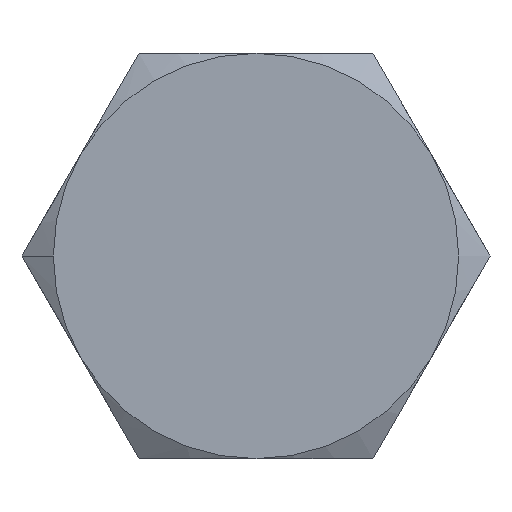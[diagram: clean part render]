
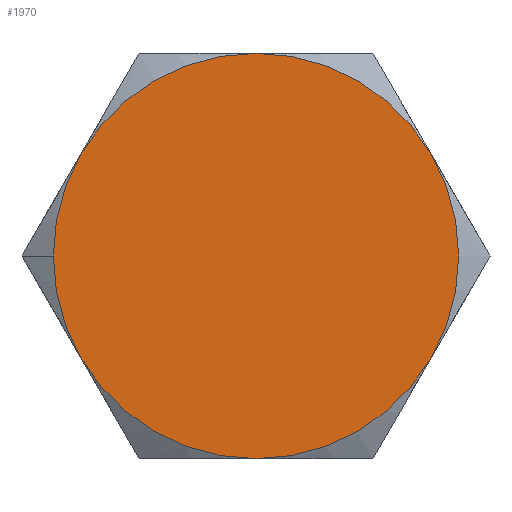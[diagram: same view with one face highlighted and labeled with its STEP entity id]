
A CAD part, left-side view. The second image highlights one B-rep face of the part: STEP entity #1970.
In plain terms, the highlighted planar face has unit normal (-1, 0, 0).
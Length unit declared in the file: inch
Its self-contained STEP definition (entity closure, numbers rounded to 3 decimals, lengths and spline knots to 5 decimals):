
#1969 = EDGE_CURVE ( 'NONE', #1973, #1978, #3751, .T. ) ;
#1970 = ADVANCED_FACE ( 'NONE', ( #3736 ), #3732, .F. ) ;
#1971 = VERTEX_POINT ( 'NONE', #3733 ) ;
#1972 = ORIENTED_EDGE ( 'NONE', *, *, #2132, .F. ) ;
#1973 = VERTEX_POINT ( 'NONE', #3727 ) ;
#1976 = EDGE_LOOP ( 'NONE', ( #2131, #1972, #2129, #2054, #2019, #2030, #2008 ) ) ;
#1978 = VERTEX_POINT ( 'NONE', #3780 ) ;
#2008 = ORIENTED_EDGE ( 'NONE', *, *, #2009, .F. ) ;
#2009 = EDGE_CURVE ( 'NONE', #1978, #2096, #3880, .T. ) ;
#2011 = EDGE_CURVE ( 'NONE', #2218, #1971, #3842, .T. ) ;
#2013 = EDGE_CURVE ( 'NONE', #2112, #2218, #3876, .T. ) ;
#2019 = ORIENTED_EDGE ( 'NONE', *, *, #2013, .F. ) ;
#2030 = ORIENTED_EDGE ( 'NONE', *, *, #2125, .F. ) ;
#2054 = ORIENTED_EDGE ( 'NONE', *, *, #2011, .F. ) ;
#2096 = VERTEX_POINT ( 'NONE', #5042 ) ;
#2102 = VERTEX_POINT ( 'NONE', #5121 ) ;
#2112 = VERTEX_POINT ( 'NONE', #5103 ) ;
#2125 = EDGE_CURVE ( 'NONE', #2096, #2112, #5169, .T. ) ;
#2129 = ORIENTED_EDGE ( 'NONE', *, *, #2133, .F. ) ;
#2131 = ORIENTED_EDGE ( 'NONE', *, *, #1969, .F. ) ;
#2132 = EDGE_CURVE ( 'NONE', #2102, #1973, #5165, .T. ) ;
#2133 = EDGE_CURVE ( 'NONE', #1971, #2102, #5139, .T. ) ;
#2218 = VERTEX_POINT ( 'NONE', #5425 ) ;
#3726 = CARTESIAN_POINT ( 'NONE',  ( 0., 0.43301, 0. ) ) ;
#3727 = CARTESIAN_POINT ( 'NONE',  ( 0., -0.32476, -0.1875 ) ) ;
#3728 = DIRECTION ( 'NONE',  ( 0., 0., -1. ) ) ;
#3729 = DIRECTION ( 'NONE',  ( 1., 0., 0. ) ) ;
#3730 = CARTESIAN_POINT ( 'NONE',  ( 0., 0., 0. ) ) ;
#3732 = PLANE ( 'NONE',  #3750 ) ;
#3733 = CARTESIAN_POINT ( 'NONE',  ( 0., 0., 0.375 ) ) ;
#3735 = AXIS2_PLACEMENT_3D ( 'NONE', #3730, #3729, #3728 ) ;
#3736 = FACE_OUTER_BOUND ( 'NONE', #1976, .T. ) ;
#3750 = AXIS2_PLACEMENT_3D ( 'NONE', #3726, #3779, #3778 ) ;
#3751 = CIRCLE ( 'NONE', #3735, 0.375 ) ;
#3778 = DIRECTION ( 'NONE',  ( 0., 0., -1. ) ) ;
#3779 = DIRECTION ( 'NONE',  ( 1., 0., 0. ) ) ;
#3780 = CARTESIAN_POINT ( 'NONE',  ( 0., 0., -0.375 ) ) ;
#3826 = AXIS2_PLACEMENT_3D ( 'NONE', #3881, #3867, #3866 ) ;
#3842 = CIRCLE ( 'NONE', #3826, 0.375 ) ;
#3843 = CARTESIAN_POINT ( 'NONE',  ( 0., 0., 0. ) ) ;
#3844 = CARTESIAN_POINT ( 'NONE',  ( 0., 0., 0. ) ) ;
#3862 = AXIS2_PLACEMENT_3D ( 'NONE', #3844, #3904, #3903 ) ;
#3866 = DIRECTION ( 'NONE',  ( 0., 1., 0. ) ) ;
#3867 = DIRECTION ( 'NONE',  ( 1., 0., 0. ) ) ;
#3876 = CIRCLE ( 'NONE', #3862, 0.375 ) ;
#3877 = DIRECTION ( 'NONE',  ( 0., 1., 0. ) ) ;
#3878 = DIRECTION ( 'NONE',  ( 1., 0., 0. ) ) ;
#3879 = AXIS2_PLACEMENT_3D ( 'NONE', #3843, #3878, #3877 ) ;
#3880 = CIRCLE ( 'NONE', #3879, 0.375 ) ;
#3881 = CARTESIAN_POINT ( 'NONE',  ( 0., 0., 0. ) ) ;
#3903 = DIRECTION ( 'NONE',  ( 0., 1., 0. ) ) ;
#3904 = DIRECTION ( 'NONE',  ( 1., 0., 0. ) ) ;
#5042 = CARTESIAN_POINT ( 'NONE',  ( 0., 0.32476, -0.1875 ) ) ;
#5103 = CARTESIAN_POINT ( 'NONE',  ( 0., 0.375, 0. ) ) ;
#5121 = CARTESIAN_POINT ( 'NONE',  ( 0., -0.32476, 0.1875 ) ) ;
#5139 = CIRCLE ( 'NONE', #5208, 0.375 ) ;
#5145 = AXIS2_PLACEMENT_3D ( 'NONE', #5170, #5164, #5163 ) ;
#5150 = DIRECTION ( 'NONE',  ( 0., 0., -1. ) ) ;
#5151 = DIRECTION ( 'NONE',  ( 1., 0., 0. ) ) ;
#5152 = CARTESIAN_POINT ( 'NONE',  ( 0., 0., 0. ) ) ;
#5153 = AXIS2_PLACEMENT_3D ( 'NONE', #5152, #5151, #5150 ) ;
#5163 = DIRECTION ( 'NONE',  ( 0., 1., 0. ) ) ;
#5164 = DIRECTION ( 'NONE',  ( 1., 0., 0. ) ) ;
#5165 = CIRCLE ( 'NONE', #5153, 0.375 ) ;
#5166 = CARTESIAN_POINT ( 'NONE',  ( 0., 0., 0. ) ) ;
#5169 = CIRCLE ( 'NONE', #5145, 0.375 ) ;
#5170 = CARTESIAN_POINT ( 'NONE',  ( 0., 0., 0. ) ) ;
#5204 = DIRECTION ( 'NONE',  ( 0., 0., -1. ) ) ;
#5205 = DIRECTION ( 'NONE',  ( 1., 0., 0. ) ) ;
#5208 = AXIS2_PLACEMENT_3D ( 'NONE', #5166, #5205, #5204 ) ;
#5425 = CARTESIAN_POINT ( 'NONE',  ( 0., 0.32476, 0.1875 ) ) ;
